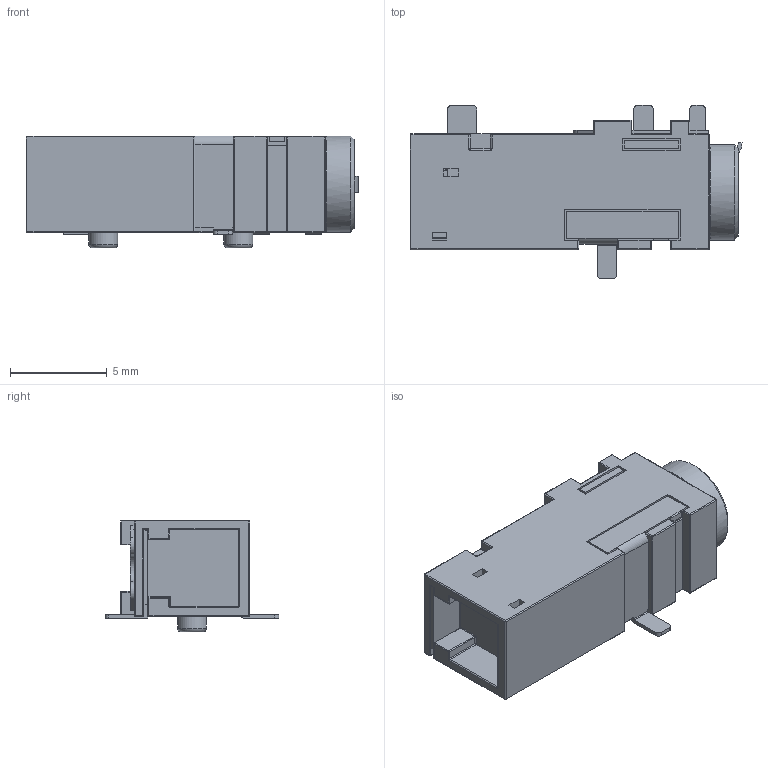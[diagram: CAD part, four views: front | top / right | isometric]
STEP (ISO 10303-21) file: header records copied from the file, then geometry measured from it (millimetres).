
FILE_DESCRIPTION(/* description */ (''),/* implementation_level */ '2;1');
FILE_NAME(/* name */ 'CUI - SJ-43514-SMT-TR.step',/* time_stamp */ '2020-09-05T10:39:22+01:00',/* author */ (''),/* organization */ (''),/* preprocessor_version */ 'ST-DEVELOPER v18.1',/* originating_system */ 'Autodesk Translation Framework v9.3.0.1241',/* authorisation */ '');
FILE_SCHEMA (('AUTOMOTIVE_DESIGN { 1 0 10303 214 3 1 1 }'));
Length unit declared in the file: millimetre
Products named in the file (1): CUI - SJ-43514-SMT-TR
Bounding box: 17.2 x 9 x 5.8 mm (x, y, z)
Volume: 446.7 mm3; surface area: 571.9 mm2
Topology: 1 solids, 1 shells, 337 faces, 830 edges, 498 vertices
Faces by surface type: plane 148, cylinder 124, sphere 33, bspline 17, torus 13, cone 2
Full cylindrical faces by diameter (mm): 1.5 x2
Entity records: 11091 total; most frequent: CARTESIAN_POINT 2980, DIRECTION 1692, ORIENTED_EDGE 1660, EDGE_CURVE 830, AXIS2_PLACEMENT_3D 580, LINE 532, VECTOR 532, VERTEX_POINT 498
